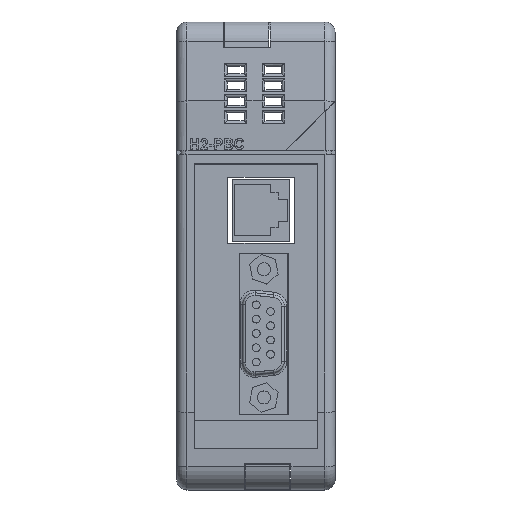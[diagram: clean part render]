
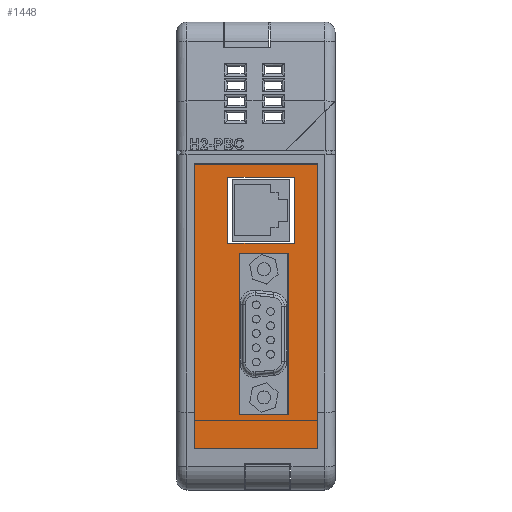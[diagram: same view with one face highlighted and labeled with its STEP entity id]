
A CAD part, top view. The second image highlights one B-rep face of the part: STEP entity #1448.
In plain terms, the highlighted planar face has unit normal (0, 0, 1).
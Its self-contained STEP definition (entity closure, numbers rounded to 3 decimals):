
#963 = ORIENTED_EDGE ( 'NONE', *, *, #3972, .F. ) ;
#972 = VERTEX_POINT ( 'NONE', #5026 ) ;
#975 = EDGE_CURVE ( 'NONE', #972, #3933, #5025, .T. ) ;
#1034 = VERTEX_POINT ( 'NONE', #5283 ) ;
#1258 = EDGE_LOOP ( 'NONE', ( #1262, #1289, #1276, #1364 ) ) ;
#1262 = ORIENTED_EDGE ( 'NONE', *, *, #1288, .F. ) ;
#1274 = VERTEX_POINT ( 'NONE', #6251 ) ;
#1276 = ORIENTED_EDGE ( 'NONE', *, *, #17668, .F. ) ;
#1280 = EDGE_CURVE ( 'NONE', #1286, #1284, #6248, .T. ) ;
#1284 = VERTEX_POINT ( 'NONE', #6302 ) ;
#1286 = VERTEX_POINT ( 'NONE', #6281 ) ;
#1288 = EDGE_CURVE ( 'NONE', #1284, #1274, #6275, .T. ) ;
#1289 = ORIENTED_EDGE ( 'NONE', *, *, #1280, .F. ) ;
#1314 = ORIENTED_EDGE ( 'NONE', *, *, #1359, .F. ) ;
#1353 = VERTEX_POINT ( 'NONE', #6533 ) ;
#1359 = EDGE_CURVE ( 'NONE', #1353, #1363, #6570, .T. ) ;
#1360 = EDGE_LOOP ( 'NONE', ( #1314, #963, #3880, #3811 ) ) ;
#1362 = EDGE_CURVE ( 'NONE', #1274, #1034, #6632, .T. ) ;
#1363 = VERTEX_POINT ( 'NONE', #6628 ) ;
#1364 = ORIENTED_EDGE ( 'NONE', *, *, #1362, .F. ) ;
#1448 = ADVANCED_FACE ( 'NONE', ( #6889, #6888, #6887 ), #6929, .T. ) ;
#1615 = VERTEX_POINT ( 'NONE', #7512 ) ;
#1616 = ORIENTED_EDGE ( 'NONE', *, *, #1644, .T. ) ;
#1619 = ORIENTED_EDGE ( 'NONE', *, *, #2066, .T. ) ;
#1621 = VERTEX_POINT ( 'NONE', #7563 ) ;
#1624 = EDGE_CURVE ( 'NONE', #1637, #1615, #7561, .T. ) ;
#1637 = VERTEX_POINT ( 'NONE', #7610 ) ;
#1638 = ORIENTED_EDGE ( 'NONE', *, *, #1706, .T. ) ;
#1639 = ORIENTED_EDGE ( 'NONE', *, *, #1624, .T. ) ;
#1644 = EDGE_CURVE ( 'NONE', #1615, #1621, #7673, .T. ) ;
#1706 = EDGE_CURVE ( 'NONE', #1621, #3839, #7853, .T. ) ;
#2066 = EDGE_CURVE ( 'NONE', #3839, #1637, #9008, .T. ) ;
#3811 = ORIENTED_EDGE ( 'NONE', *, *, #4432, .F. ) ;
#3839 = VERTEX_POINT ( 'NONE', #9654 ) ;
#3880 = ORIENTED_EDGE ( 'NONE', *, *, #975, .F. ) ;
#3933 = VERTEX_POINT ( 'NONE', #9635 ) ;
#3972 = EDGE_CURVE ( 'NONE', #3933, #1353, #9633, .T. ) ;
#4039 = EDGE_LOOP ( 'NONE', ( #1619, #1639, #1616, #1638 ) ) ;
#4432 = EDGE_CURVE ( 'NONE', #1363, #972, #9726, .T. ) ;
#5025 = LINE ( 'NONE', #5079, #5078 ) ;
#5026 = CARTESIAN_POINT ( 'NONE',  ( 23.125, 6.898, 3.614 ) ) ;
#5077 = DIRECTION ( 'NONE',  ( 0., 1., 0. ) ) ;
#5078 = VECTOR ( 'NONE', #5077, 1000. ) ;
#5079 = CARTESIAN_POINT ( 'NONE',  ( 23.125, 19.648, 3.614 ) ) ;
#5283 = CARTESIAN_POINT ( 'NONE',  ( 22., -26.102, 3.614 ) ) ;
#6245 = DIRECTION ( 'NONE',  ( -1., 0., 0. ) ) ;
#6246 = VECTOR ( 'NONE', #6245, 1000. ) ;
#6247 = CARTESIAN_POINT ( 'NONE',  ( 12.65, 4.898, 3.614 ) ) ;
#6248 = LINE ( 'NONE', #6247, #6246 ) ;
#6251 = CARTESIAN_POINT ( 'NONE',  ( 12.65, -26.102, 3.614 ) ) ;
#6275 = LINE ( 'NONE', #6335, #6334 ) ;
#6281 = CARTESIAN_POINT ( 'NONE',  ( 22., 4.898, 3.614 ) ) ;
#6302 = CARTESIAN_POINT ( 'NONE',  ( 12.65, 4.898, 3.614 ) ) ;
#6333 = DIRECTION ( 'NONE',  ( 0., -1., 0. ) ) ;
#6334 = VECTOR ( 'NONE', #6333, 1000. ) ;
#6335 = CARTESIAN_POINT ( 'NONE',  ( 12.65, 4.898, 3.614 ) ) ;
#6533 = CARTESIAN_POINT ( 'NONE',  ( 10.375, 19.648, 3.614 ) ) ;
#6570 = LINE ( 'NONE', #6635, #6634 ) ;
#6628 = CARTESIAN_POINT ( 'NONE',  ( 10.375, 6.898, 3.614 ) ) ;
#6629 = DIRECTION ( 'NONE',  ( 1., 0., 0. ) ) ;
#6630 = VECTOR ( 'NONE', #6629, 1000. ) ;
#6631 = CARTESIAN_POINT ( 'NONE',  ( 12.65, -26.102, 3.614 ) ) ;
#6632 = LINE ( 'NONE', #6631, #6630 ) ;
#6633 = DIRECTION ( 'NONE',  ( 0., -1., 0. ) ) ;
#6634 = VECTOR ( 'NONE', #6633, 1000. ) ;
#6635 = CARTESIAN_POINT ( 'NONE',  ( 10.375, 19.648, 3.614 ) ) ;
#6887 = FACE_OUTER_BOUND ( 'NONE', #4039, .T. ) ;
#6888 = FACE_BOUND ( 'NONE', #1360, .T. ) ;
#6889 = FACE_BOUND ( 'NONE', #1258, .T. ) ;
#6924 = DIRECTION ( 'NONE',  ( 1., 0., 0. ) ) ;
#6925 = DIRECTION ( 'NONE',  ( 0., 0., 1. ) ) ;
#6926 = CARTESIAN_POINT ( 'NONE',  ( 3.875, 22.148, 3.614 ) ) ;
#6927 = AXIS2_PLACEMENT_3D ( 'NONE', #6926, #6925, #6924 ) ;
#6929 = PLANE ( 'NONE',  #6927 ) ;
#7512 = CARTESIAN_POINT ( 'NONE',  ( 27.625, -32.602, 3.614 ) ) ;
#7558 = DIRECTION ( 'NONE',  ( 1., 0., 0. ) ) ;
#7559 = VECTOR ( 'NONE', #7558, 1000. ) ;
#7560 = CARTESIAN_POINT ( 'NONE',  ( 27.625, -32.602, 3.614 ) ) ;
#7561 = LINE ( 'NONE', #7560, #7559 ) ;
#7563 = CARTESIAN_POINT ( 'NONE',  ( 27.625, 22.148, 3.614 ) ) ;
#7610 = CARTESIAN_POINT ( 'NONE',  ( 3.875, -32.602, 3.614 ) ) ;
#7670 = DIRECTION ( 'NONE',  ( 0., 1., 0. ) ) ;
#7671 = VECTOR ( 'NONE', #7670, 1000. ) ;
#7672 = CARTESIAN_POINT ( 'NONE',  ( 27.625, 34.27, 3.614 ) ) ;
#7673 = LINE ( 'NONE', #7672, #7671 ) ;
#7850 = DIRECTION ( 'NONE',  ( -1., 0., 0. ) ) ;
#7851 = VECTOR ( 'NONE', #7850, 1000. ) ;
#7852 = CARTESIAN_POINT ( 'NONE',  ( 27.625, 22.148, 3.614 ) ) ;
#7853 = LINE ( 'NONE', #7852, #7851 ) ;
#9005 = DIRECTION ( 'NONE',  ( 0., -1., 0. ) ) ;
#9006 = VECTOR ( 'NONE', #9005, 1000. ) ;
#9007 = CARTESIAN_POINT ( 'NONE',  ( 3.875, -32.602, 3.614 ) ) ;
#9008 = LINE ( 'NONE', #9007, #9006 ) ;
#9630 = DIRECTION ( 'NONE',  ( -1., 0., 0. ) ) ;
#9631 = VECTOR ( 'NONE', #9630, 1000. ) ;
#9632 = CARTESIAN_POINT ( 'NONE',  ( 10.375, 19.648, 3.614 ) ) ;
#9633 = LINE ( 'NONE', #9632, #9631 ) ;
#9635 = CARTESIAN_POINT ( 'NONE',  ( 23.125, 19.648, 3.614 ) ) ;
#9654 = CARTESIAN_POINT ( 'NONE',  ( 3.875, 22.148, 3.614 ) ) ;
#9723 = DIRECTION ( 'NONE',  ( 1., 0., 0. ) ) ;
#9724 = VECTOR ( 'NONE', #9723, 1000. ) ;
#9725 = CARTESIAN_POINT ( 'NONE',  ( 10.375, 6.898, 3.614 ) ) ;
#9726 = LINE ( 'NONE', #9725, #9724 ) ;
#11390 = DIRECTION ( 'NONE',  ( 0., 1., 0. ) ) ;
#11391 = VECTOR ( 'NONE', #11390, 1000. ) ;
#11392 = CARTESIAN_POINT ( 'NONE',  ( 22., 4.898, 3.614 ) ) ;
#11393 = LINE ( 'NONE', #11392, #11391 ) ;
#17668 = EDGE_CURVE ( 'NONE', #1034, #1286, #11393, .T. ) ;
